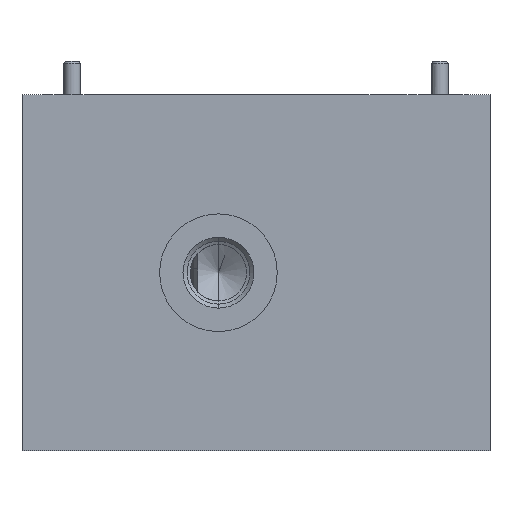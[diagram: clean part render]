
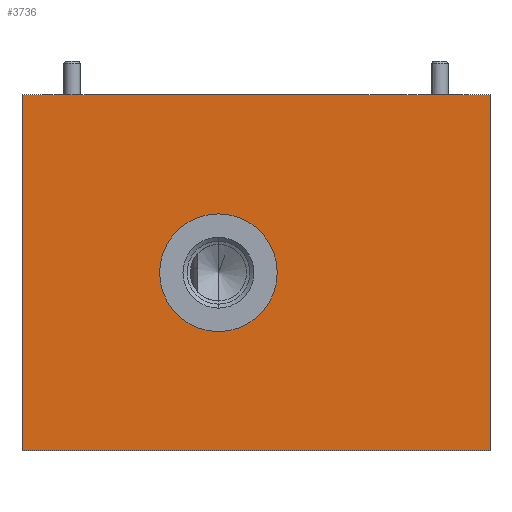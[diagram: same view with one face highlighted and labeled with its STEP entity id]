
A CAD part, front view. The second image highlights one B-rep face of the part: STEP entity #3736.
In plain terms, the highlighted planar face has unit normal (0, -1, 0).
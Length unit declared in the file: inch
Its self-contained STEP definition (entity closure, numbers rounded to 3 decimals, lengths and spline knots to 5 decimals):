
#245=DIRECTION('',(1.,0.,0.));
#246=VECTOR('',#245,3.5);
#247=CARTESIAN_POINT('',(0.,-5.656,0.));
#248=LINE('',#247,#246);
#287=DIRECTION('',(1.,0.,0.));
#288=VECTOR('',#287,3.5);
#289=CARTESIAN_POINT('',(0.,-5.656,2.664));
#290=LINE('',#289,#288);
#1497=DIRECTION('',(0.,0.,1.));
#1498=VECTOR('',#1497,2.664);
#1499=CARTESIAN_POINT('',(3.5,-5.656,0.));
#1500=LINE('',#1499,#1498);
#1501=DIRECTION('',(0.,0.,1.));
#1502=VECTOR('',#1501,2.664);
#1503=CARTESIAN_POINT('',(0.,-5.656,0.));
#1504=LINE('',#1503,#1502);
#1505=CARTESIAN_POINT('',(1.469,-5.656,1.332));
#1506=DIRECTION('',(0.,1.,0.));
#1507=DIRECTION('',(0.,0.,-1.));
#1508=AXIS2_PLACEMENT_3D('',#1505,#1506,#1507);
#1510=CARTESIAN_POINT('',(1.469,-5.656,1.332));
#1511=DIRECTION('',(0.,1.,0.));
#1512=DIRECTION('',(0.,0.,1.));
#1513=AXIS2_PLACEMENT_3D('',#1510,#1511,#1512);
#2078=CARTESIAN_POINT('',(0.,-5.656,0.));
#2079=CARTESIAN_POINT('',(3.5,-5.656,0.));
#2080=VERTEX_POINT('',#2078);
#2081=VERTEX_POINT('',#2079);
#2082=CARTESIAN_POINT('',(0.,-5.656,2.664));
#2083=CARTESIAN_POINT('',(3.5,-5.656,2.664));
#2084=VERTEX_POINT('',#2082);
#2085=VERTEX_POINT('',#2083);
#2320=CARTESIAN_POINT('',(1.469,-5.656,
0.892));
#2321=CARTESIAN_POINT('',(1.469,-5.656,1.772));
#2322=VERTEX_POINT('',#2320);
#2323=VERTEX_POINT('',#2321);
#3718=CARTESIAN_POINT('',(0.,-5.656,0.));
#3719=DIRECTION('',(0.,-1.,0.));
#3720=DIRECTION('',(1.,0.,0.));
#3721=AXIS2_PLACEMENT_3D('',#3718,#3719,#3720);
#3722=PLANE('',#3721);
#3723=ORIENTED_EDGE('',*,*,#2508,.F.);
#3725=ORIENTED_EDGE('',*,*,#3724,.T.);
#3726=ORIENTED_EDGE('',*,*,#2648,.T.);
#3727=ORIENTED_EDGE('',*,*,#3712,.F.);
#3728=EDGE_LOOP('',(#3723,#3725,#3726,#3727));
#3729=FACE_OUTER_BOUND('',#3728,.F.);
#3731=ORIENTED_EDGE('',*,*,#3730,.F.);
#3733=ORIENTED_EDGE('',*,*,#3732,.F.);
#3734=EDGE_LOOP('',(#3731,#3733));
#3735=FACE_BOUND('',#3734,.F.);
#3736=ADVANCED_FACE('',(#3729,#3735),#3722,.T.);
#1509=CIRCLE('',#1508,0.44);
#1514=CIRCLE('',#1513,0.44);
#2508=EDGE_CURVE('',#2080,#2081,#248,.T.);
#2648=EDGE_CURVE('',#2084,#2085,#290,.T.);
#3712=EDGE_CURVE('',#2081,#2085,#1500,.T.);
#3724=EDGE_CURVE('',#2080,#2084,#1504,.T.);
#3730=EDGE_CURVE('',#2322,#2323,#1509,.T.);
#3732=EDGE_CURVE('',#2323,#2322,#1514,.T.);
